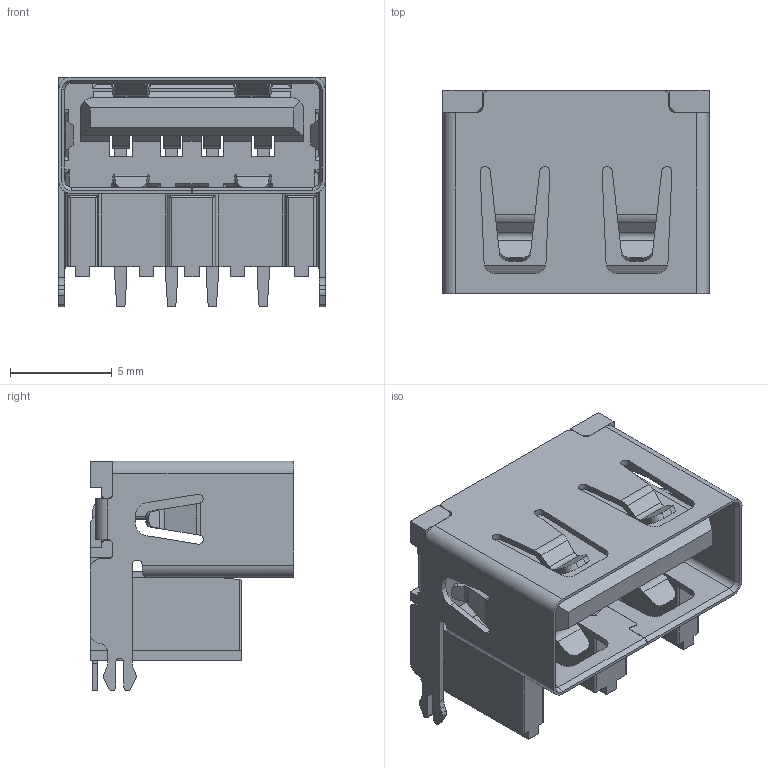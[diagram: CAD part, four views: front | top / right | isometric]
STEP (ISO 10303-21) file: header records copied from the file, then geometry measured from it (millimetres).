
FILE_DESCRIPTION(/* description */ (''),/* implementation_level */ '2;1');
FILE_NAME(/* name */ 'USB-A-RA03B-DT98.stp',/* time_stamp */ '2025-07-28T20:46:15-07:00',/* author */ ('mmajz'),/* organization */ (''),/* preprocessor_version */ 'ST-DEVELOPER v17',/* originating_system */ 'Autodesk Inventor 2019',/* authorisation */ '');
FILE_SCHEMA (('AUTOMOTIVE_DESIGN { 1 0 10303 214 3 1 1 }'));
Length unit declared in the file: millimetre
Products named in the file (4): USB-A-RA03B-DT98; USB1125-GF-B_PART1; USB1125-GF-B_PART2; USB1125-GF-B_PART3
Assembly tree (6 placements, depth 2):
  USB-A-RA03B-DT98
    USB1125-GF-B_PART1  x4
    USB1125-GF-B_PART2
    USB1125-GF-B_PART3
Bounding box: 13.1 x 10 x 11.31 mm (x, y, z)
Volume: 504.9 mm3; surface area: 1697.9 mm2
Topology: 6 solids, 6 shells, 947 faces, 2754 edges, 1810 vertices
Faces by surface type: plane 582, cylinder 321, bspline 40, cone 4
Entity records: 23687 total; most frequent: CARTESIAN_POINT 5204, ORIENTED_EDGE 3984, DIRECTION 3690, EDGE_CURVE 1992, LINE 1500, VECTOR 1500, VERTEX_POINT 1306, AXIS2_PLACEMENT_3D 1095
